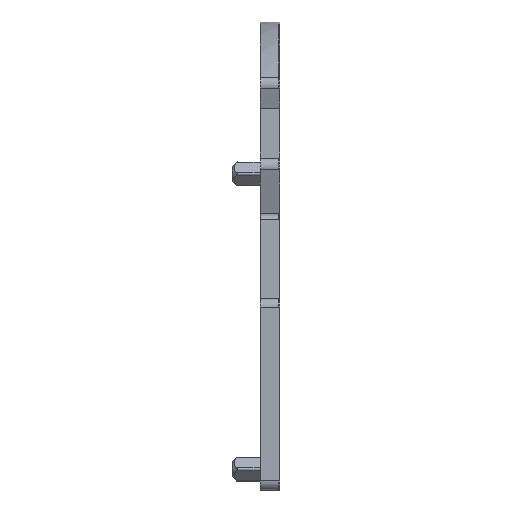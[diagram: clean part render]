
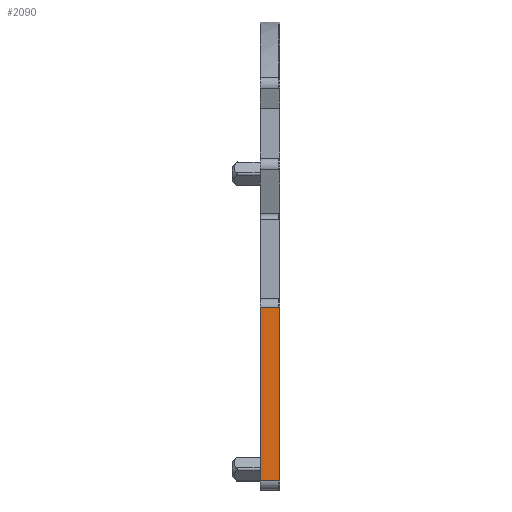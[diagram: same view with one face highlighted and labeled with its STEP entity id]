
A CAD part, front view. The second image highlights one B-rep face of the part: STEP entity #2090.
In plain terms, the highlighted planar face has unit normal (0, -1, 0).
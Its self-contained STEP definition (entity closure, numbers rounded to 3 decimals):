
#2075=AXIS2_PLACEMENT_3D('Plane Axis2P3D',#2072,#2073,#2074) ;
#529=CARTESIAN_POINT('Vertex',(3.,0.,1.)) ;
#532=CARTESIAN_POINT('Line Origine',(3.,0.,10.394)) ;
#536=CARTESIAN_POINT('Vertex',(3.,0.,19.788)) ;
#815=CARTESIAN_POINT('Line Origine',(4.05,0.,19.788)) ;
#819=CARTESIAN_POINT('Vertex',(5.,0.,19.788)) ;
#841=CARTESIAN_POINT('Line Origine',(4.05,0.,1.)) ;
#845=CARTESIAN_POINT('Vertex',(5.,0.,1.)) ;
#1867=CARTESIAN_POINT('Vertex',(5.1,0.,19.788)) ;
#1870=CARTESIAN_POINT('Line Origine',(5.1,0.,10.394)) ;
#1874=CARTESIAN_POINT('Vertex',(5.1,0.,1.)) ;
#2060=CARTESIAN_POINT('Line Origine',(5.05,0.,1.)) ;
#2072=CARTESIAN_POINT('Axis2P3D Location',(3.,0.,26.764)) ;
#2077=CARTESIAN_POINT('Line Origine',(2.55,0.,19.788)) ;
#533=DIRECTION('Vector Direction',(0.,0.,-1.)) ;
#816=DIRECTION('Vector Direction',(1.,0.,0.)) ;
#842=DIRECTION('Vector Direction',(1.,0.,0.)) ;
#1871=DIRECTION('Vector Direction',(0.,0.,1.)) ;
#2061=DIRECTION('Vector Direction',(1.,0.,0.)) ;
#2073=DIRECTION('Axis2P3D Direction',(0.,-1.,0.)) ;
#2074=DIRECTION('Axis2P3D XDirection',(0.,0.,-1.)) ;
#2078=DIRECTION('Vector Direction',(1.,0.,0.)) ;
#534=VECTOR('Line Direction',#533,1.) ;
#817=VECTOR('Line Direction',#816,1.) ;
#843=VECTOR('Line Direction',#842,1.) ;
#1872=VECTOR('Line Direction',#1871,1.) ;
#2062=VECTOR('Line Direction',#2061,1.) ;
#2079=VECTOR('Line Direction',#2078,1.) ;
#2083=ORIENTED_EDGE('',*,*,#2081,.F.) ;
#2084=ORIENTED_EDGE('',*,*,#821,.F.) ;
#2085=ORIENTED_EDGE('',*,*,#538,.T.) ;
#2086=ORIENTED_EDGE('',*,*,#847,.T.) ;
#2087=ORIENTED_EDGE('',*,*,#2064,.T.) ;
#2088=ORIENTED_EDGE('',*,*,#1876,.F.) ;
#2090=ADVANCED_FACE('AEP_TTB_6_PG',(#2089),#2076,.T.) ;
#538=EDGE_CURVE('',#537,#530,#535,.T.) ;
#821=EDGE_CURVE('',#537,#820,#818,.T.) ;
#847=EDGE_CURVE('',#530,#846,#844,.T.) ;
#1876=EDGE_CURVE('',#1868,#1875,#1873,.F.) ;
#2064=EDGE_CURVE('',#846,#1875,#2063,.T.) ;
#2081=EDGE_CURVE('',#820,#1868,#2080,.T.) ;
#2082=EDGE_LOOP('',(#2083,#2084,#2085,#2086,#2087,#2088)) ;
#2089=FACE_OUTER_BOUND('',#2082,.T.) ;
#535=LINE('Line',#532,#534) ;
#818=LINE('Line',#815,#817) ;
#844=LINE('Line',#841,#843) ;
#1873=LINE('Line',#1870,#1872) ;
#2063=LINE('Line',#2060,#2062) ;
#2080=LINE('Line',#2077,#2079) ;
#2076=PLANE('',#2075) ;
#530=VERTEX_POINT('',#529) ;
#537=VERTEX_POINT('',#536) ;
#820=VERTEX_POINT('',#819) ;
#846=VERTEX_POINT('',#845) ;
#1868=VERTEX_POINT('',#1867) ;
#1875=VERTEX_POINT('',#1874) ;
